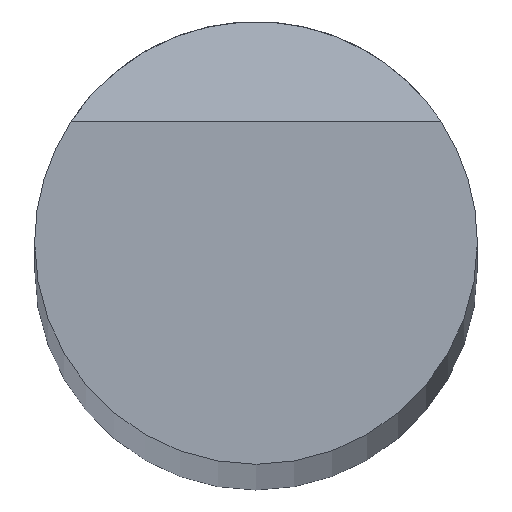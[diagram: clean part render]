
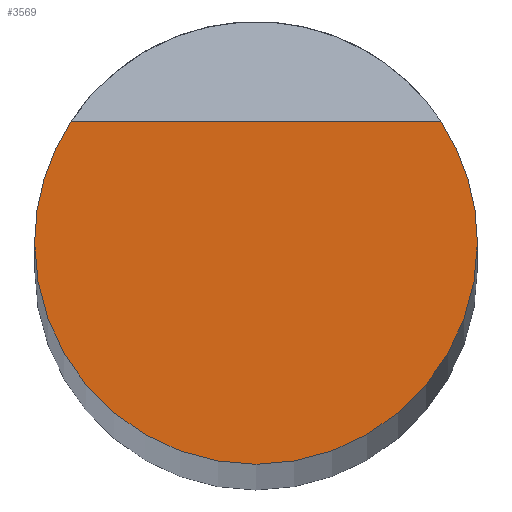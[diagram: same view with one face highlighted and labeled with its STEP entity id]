
A CAD part, top view. The second image highlights one B-rep face of the part: STEP entity #3569.
In plain terms, the highlighted planar face has unit normal (0, 0, 1).
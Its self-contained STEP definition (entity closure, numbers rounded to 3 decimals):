
#299 = AXIS2_PLACEMENT_3D ( 'NONE', #2391, #1115, #6780 ) ;
#329 = AXIS2_PLACEMENT_3D ( 'NONE', #2381, #3146, #8371 ) ;
#423 = DIRECTION ( 'NONE',  ( 0., 0., 1. ) ) ;
#539 = DIRECTION ( 'NONE',  ( 1., 0., 0. ) ) ;
#879 = CIRCLE ( 'NONE', #329, 7.5 ) ;
#1115 = DIRECTION ( 'NONE',  ( 0., 0., 1. ) ) ;
#1191 = LINE ( 'NONE', #6382, #1670 ) ;
#1353 = VERTEX_POINT ( 'NONE', #6085 ) ;
#1587 = CARTESIAN_POINT ( 'NONE',  ( 0., 0., 499.088 ) ) ;
#1627 = CARTESIAN_POINT ( 'NONE',  ( 0., 0., 499.088 ) ) ;
#1670 = VECTOR ( 'NONE', #539, 1000. ) ;
#1679 = CARTESIAN_POINT ( 'NONE',  ( 7.5, 0., 499.088 ) ) ;
#1718 = DIRECTION ( 'NONE',  ( 1., 0., 0. ) ) ;
#1840 = CARTESIAN_POINT ( 'NONE',  ( -6.264, 4.125, 499.088 ) ) ;
#2056 = VERTEX_POINT ( 'NONE', #1840 ) ;
#2180 = DIRECTION ( 'NONE',  ( 1., 0., 0. ) ) ;
#2381 = CARTESIAN_POINT ( 'NONE',  ( 0., 0., 499.088 ) ) ;
#2391 = CARTESIAN_POINT ( 'NONE',  ( 0., 0., 499.088 ) ) ;
#2485 = CIRCLE ( 'NONE', #3715, 7.5 ) ;
#2490 = AXIS2_PLACEMENT_3D ( 'NONE', #1627, #5509, #2180 ) ;
#3146 = DIRECTION ( 'NONE',  ( 0., 0., 1. ) ) ;
#3173 = EDGE_CURVE ( 'NONE', #2056, #1353, #1191, .T. ) ;
#3569 = ADVANCED_FACE ( 'NONE', ( #3581 ), #6820, .T. ) ;
#3581 = FACE_OUTER_BOUND ( 'NONE', #6098, .T. ) ;
#3715 = AXIS2_PLACEMENT_3D ( 'NONE', #1587, #423, #1718 ) ;
#4088 = ORIENTED_EDGE ( 'NONE', *, *, #7615, .T. ) ;
#4332 = ORIENTED_EDGE ( 'NONE', *, *, #3173, .F. ) ;
#5010 = CARTESIAN_POINT ( 'NONE',  ( -7.5, 0., 499.088 ) ) ;
#5509 = DIRECTION ( 'NONE',  ( 0., 0., 1. ) ) ;
#5547 = ORIENTED_EDGE ( 'NONE', *, *, #6294, .T. ) ;
#5899 = CIRCLE ( 'NONE', #299, 7.5 ) ;
#6085 = CARTESIAN_POINT ( 'NONE',  ( 6.264, 4.125, 499.088 ) ) ;
#6098 = EDGE_LOOP ( 'NONE', ( #5547, #4088, #7790, #4332 ) ) ;
#6263 = EDGE_CURVE ( 'NONE', #6793, #1353, #2485, .T. ) ;
#6294 = EDGE_CURVE ( 'NONE', #2056, #8407, #5899, .T. ) ;
#6382 = CARTESIAN_POINT ( 'NONE',  ( 7.501, 4.125, 499.088 ) ) ;
#6780 = DIRECTION ( 'NONE',  ( 1., 0., 0. ) ) ;
#6793 = VERTEX_POINT ( 'NONE', #1679 ) ;
#6820 = PLANE ( 'NONE',  #2490 ) ;
#7615 = EDGE_CURVE ( 'NONE', #8407, #6793, #879, .T. ) ;
#7790 = ORIENTED_EDGE ( 'NONE', *, *, #6263, .T. ) ;
#8371 = DIRECTION ( 'NONE',  ( 1., 0., 0. ) ) ;
#8407 = VERTEX_POINT ( 'NONE', #5010 ) ;
